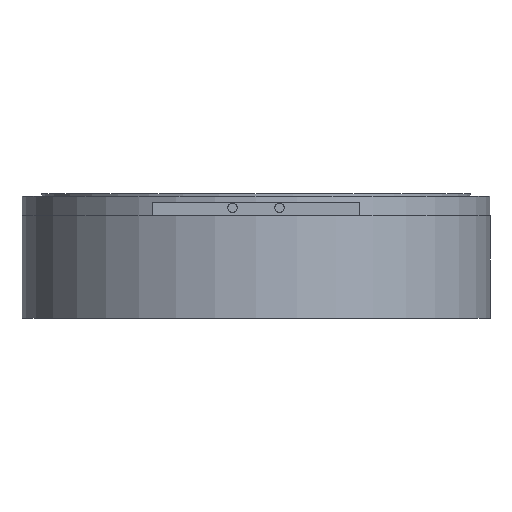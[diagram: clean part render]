
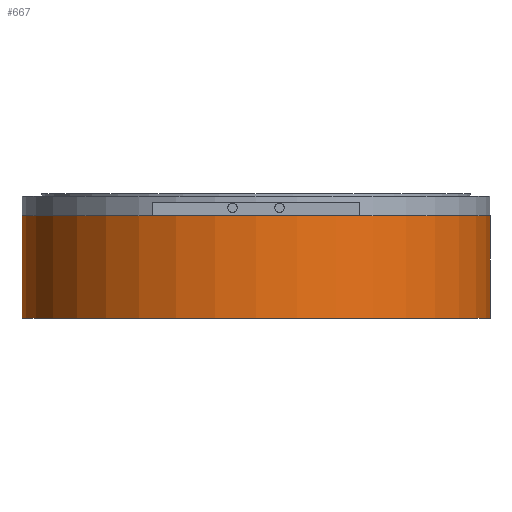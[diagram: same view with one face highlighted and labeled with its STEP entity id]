
A CAD part, left-side view. The second image highlights one B-rep face of the part: STEP entity #667.
In plain terms, the highlighted cylindrical face has radius 9 mm (diameter 18 mm), a partial arc.
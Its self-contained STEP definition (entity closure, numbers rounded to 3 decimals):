
#130=VECTOR('',#909,1.);
#131=VECTOR('',#912,1.);
#158=LINE('',#1072,#130);
#159=LINE('',#1074,#131);
#226=VERTEX_POINT('',#1035);
#227=VERTEX_POINT('',#1037);
#237=VERTEX_POINT('',#1065);
#238=VERTEX_POINT('',#1067);
#266=CIRCLE('',#729,9.);
#275=CIRCLE('',#745,9.);
#324=EDGE_CURVE('',#227,#226,#266,.T.);
#337=EDGE_CURVE('',#238,#237,#275,.T.);
#341=EDGE_CURVE('',#226,#238,#158,.T.);
#342=EDGE_CURVE('',#237,#227,#159,.T.);
#455=ORIENTED_EDGE('',*,*,#337,.T.);
#456=ORIENTED_EDGE('',*,*,#342,.T.);
#457=ORIENTED_EDGE('',*,*,#324,.T.);
#458=ORIENTED_EDGE('',*,*,#341,.T.);
#539=EDGE_LOOP('',(#455,#456,#457,#458));
#613=FACE_BOUND('',#539,.T.);
#667=ADVANCED_FACE('',(#613),#1094,.T.);
#729=AXIS2_PLACEMENT_3D('',#1036,#871,#872);
#745=AXIS2_PLACEMENT_3D('',#1066,#902,#903);
#748=AXIS2_PLACEMENT_3D('',#1073,#910,#911);
#871=DIRECTION('',(0.,0.,1.));
#872=DIRECTION('',(-9.,0.,0.));
#902=DIRECTION('',(0.,0.,-1.));
#903=DIRECTION('',(9.,0.,0.));
#909=DIRECTION('',(0.,0.,1.));
#910=DIRECTION('',(0.,0.,1.));
#911=DIRECTION('',(9.,0.,0.));
#912=DIRECTION('',(0.,0.,-1.));
#1035=CARTESIAN_POINT('',(0.,-9.,-1.));
#1036=CARTESIAN_POINT('',(0.,0.,-1.));
#1037=CARTESIAN_POINT('',(0.,9.,-1.));
#1065=CARTESIAN_POINT('',(0.,9.,2.95));
#1066=CARTESIAN_POINT('',(0.,0.,2.95));
#1067=CARTESIAN_POINT('',(0.,-9.,2.95));
#1072=CARTESIAN_POINT('',(0.,-9.,0.));
#1073=CARTESIAN_POINT('',(0.,0.,0.));
#1074=CARTESIAN_POINT('',(0.,9.,0.));
#1094=CYLINDRICAL_SURFACE('',#748,9.);
